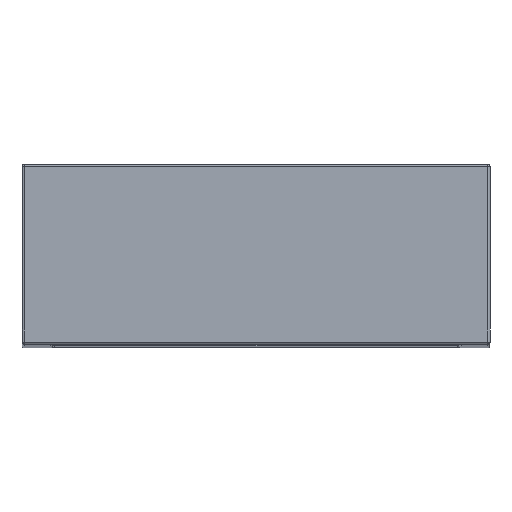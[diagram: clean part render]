
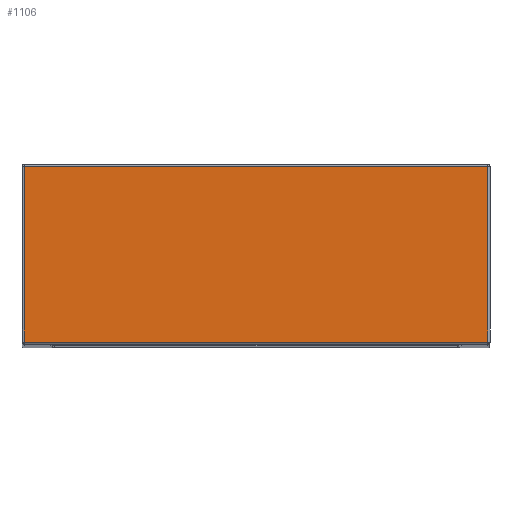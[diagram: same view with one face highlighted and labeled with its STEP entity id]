
A CAD part, top view. The second image highlights one B-rep face of the part: STEP entity #1106.
In plain terms, the highlighted planar face has unit normal (0, 0, 1).
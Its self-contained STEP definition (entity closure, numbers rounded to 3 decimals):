
#20 = VERTEX_POINT ( 'NONE', #1343 ) ;
#31 = LINE ( 'NONE', #230, #108 ) ;
#70 = ORIENTED_EDGE ( 'NONE', *, *, #693, .T. ) ;
#108 = VECTOR ( 'NONE', #206, 1000. ) ;
#122 = VERTEX_POINT ( 'NONE', #1110 ) ;
#160 = VECTOR ( 'NONE', #596, 1000. ) ;
#186 = LINE ( 'NONE', #575, #160 ) ;
#194 = DIRECTION ( 'NONE',  ( 0., 1., 0. ) ) ;
#199 = EDGE_LOOP ( 'NONE', ( #284, #413, #70, #944 ) ) ;
#206 = DIRECTION ( 'NONE',  ( -1., 0., 0. ) ) ;
#210 = CARTESIAN_POINT ( 'NONE',  ( 45.1, 17.5, 420. ) ) ;
#230 = CARTESIAN_POINT ( 'NONE',  ( -45.5, 17.1, 420. ) ) ;
#231 = CARTESIAN_POINT ( 'NONE',  ( -45.1, -17.1, 420. ) ) ;
#253 = DIRECTION ( 'NONE',  ( -1., 0., 0. ) ) ;
#255 = DIRECTION ( 'NONE',  ( 0., 0., -1. ) ) ;
#261 = PLANE ( 'NONE',  #396 ) ;
#282 = CARTESIAN_POINT ( 'NONE',  ( -45.5, 17.5, 420. ) ) ;
#284 = ORIENTED_EDGE ( 'NONE', *, *, #642, .T. ) ;
#388 = VECTOR ( 'NONE', #543, 1000. ) ;
#396 = AXIS2_PLACEMENT_3D ( 'NONE', #282, #255, #253 ) ;
#413 = ORIENTED_EDGE ( 'NONE', *, *, #701, .T. ) ;
#451 = CARTESIAN_POINT ( 'NONE',  ( 45.1, -17.1, 420. ) ) ;
#468 = LINE ( 'NONE', #548, #388 ) ;
#543 = DIRECTION ( 'NONE',  ( 0., -1., 0. ) ) ;
#548 = CARTESIAN_POINT ( 'NONE',  ( -45.1, 17.5, 420. ) ) ;
#575 = CARTESIAN_POINT ( 'NONE',  ( -45.5, -17.1, 420. ) ) ;
#596 = DIRECTION ( 'NONE',  ( 1., 0., 0. ) ) ;
#642 = EDGE_CURVE ( 'NONE', #1178, #932, #186, .T. ) ;
#693 = EDGE_CURVE ( 'NONE', #20, #122, #31, .T. ) ;
#694 = VECTOR ( 'NONE', #194, 1000. ) ;
#701 = EDGE_CURVE ( 'NONE', #932, #20, #705, .T. ) ;
#705 = LINE ( 'NONE', #210, #694 ) ;
#849 = EDGE_CURVE ( 'NONE', #122, #1178, #468, .T. ) ;
#864 = FACE_OUTER_BOUND ( 'NONE', #199, .T. ) ;
#932 = VERTEX_POINT ( 'NONE', #451 ) ;
#944 = ORIENTED_EDGE ( 'NONE', *, *, #849, .T. ) ;
#1106 = ADVANCED_FACE ( 'NONE', ( #864 ), #261, .F. ) ;
#1110 = CARTESIAN_POINT ( 'NONE',  ( -45.1, 17.1, 420. ) ) ;
#1178 = VERTEX_POINT ( 'NONE', #231 ) ;
#1343 = CARTESIAN_POINT ( 'NONE',  ( 45.1, 17.1, 420. ) ) ;
